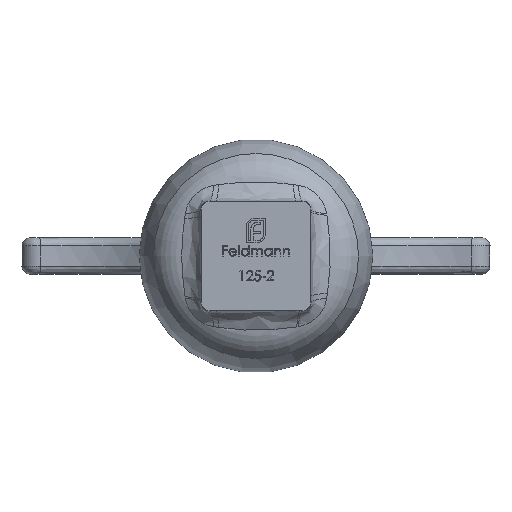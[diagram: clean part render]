
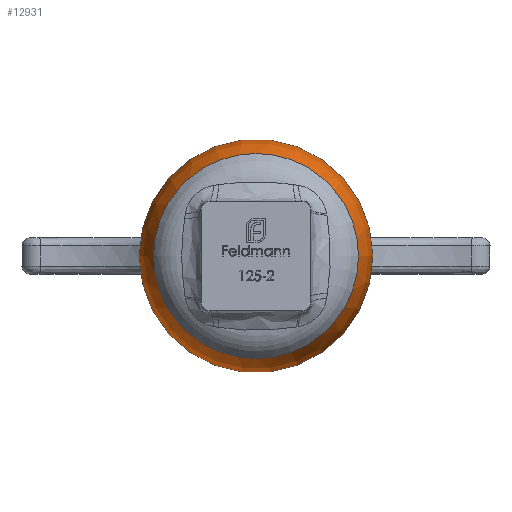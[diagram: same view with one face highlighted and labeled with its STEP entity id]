
A CAD part, front view. The second image highlights one B-rep face of the part: STEP entity #12931.
In plain terms, the highlighted toroidal (fillet/blend) face has major radius 0.525 mm and minor radius 15.525 mm.
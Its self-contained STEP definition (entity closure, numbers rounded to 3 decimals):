
#739 = CARTESIAN_POINT ( 'NONE',  ( 0., -27.375, 0. ) ) ;
#931 = CIRCLE ( 'NONE', #3033, 13.136 ) ;
#2680 = DIRECTION ( 'NONE',  ( -1., 0., 0. ) ) ;
#2725 = CARTESIAN_POINT ( 'NONE',  ( 0., -10., 0. ) ) ;
#3033 = AXIS2_PLACEMENT_3D ( 'NONE', #739, #11374, #6098 ) ;
#5438 = EDGE_LOOP ( 'NONE', ( #12132 ) ) ;
#5992 = EDGE_CURVE ( 'NONE', #11412, #11412, #12722, .T. ) ;
#6098 = DIRECTION ( 'NONE',  ( -1., 0., 0. ) ) ;
#6107 = VERTEX_POINT ( 'NONE', #8219 ) ;
#6275 = TOROIDAL_SURFACE ( 'NONE', #10155, -0.526, 15.526 ) ;
#6879 = DIRECTION ( 'NONE',  ( 0., 1., 0. ) ) ;
#6892 = EDGE_LOOP ( 'NONE', ( #9182 ) ) ;
#7556 = CARTESIAN_POINT ( 'NONE',  ( 0., -20., 0. ) ) ;
#8165 = CARTESIAN_POINT ( 'NONE',  ( -11.351, -10., 0. ) ) ;
#8219 = CARTESIAN_POINT ( 'NONE',  ( -13.136, -27.375, 0. ) ) ;
#8579 = DIRECTION ( 'NONE',  ( -1., 0., 0. ) ) ;
#8592 = FACE_OUTER_BOUND ( 'NONE', #5438, .T. ) ;
#9105 = EDGE_CURVE ( 'NONE', #6107, #6107, #931, .T. ) ;
#9182 = ORIENTED_EDGE ( 'NONE', *, *, #5992, .F. ) ;
#9646 = DIRECTION ( 'NONE',  ( 0., 1., 0. ) ) ;
#10155 = AXIS2_PLACEMENT_3D ( 'NONE', #7556, #9646, #8579 ) ;
#11374 = DIRECTION ( 'NONE',  ( 0., 1., 0. ) ) ;
#11412 = VERTEX_POINT ( 'NONE', #8165 ) ;
#11924 = FACE_OUTER_BOUND ( 'NONE', #6892, .T. ) ;
#12132 = ORIENTED_EDGE ( 'NONE', *, *, #9105, .T. ) ;
#12722 = CIRCLE ( 'NONE', #13430, 11.351 ) ;
#12931 = ADVANCED_FACE ( 'NONE', ( #8592, #11924 ), #6275, .T. ) ;
#13430 = AXIS2_PLACEMENT_3D ( 'NONE', #2725, #6879, #2680 ) ;
